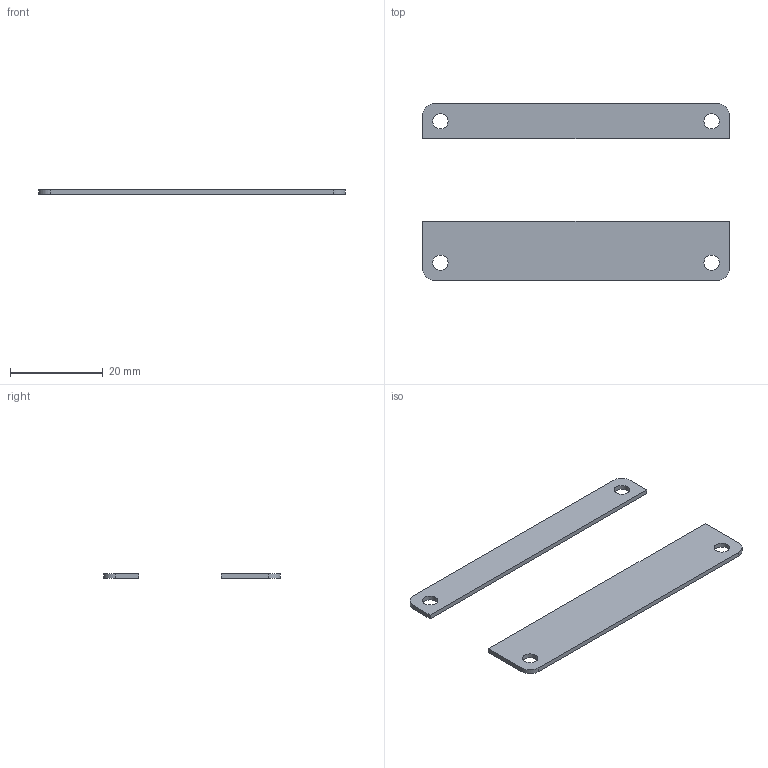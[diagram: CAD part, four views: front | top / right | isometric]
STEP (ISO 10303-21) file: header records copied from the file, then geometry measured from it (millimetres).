
FILE_DESCRIPTION(('FreeCAD Model'),'2;1');
FILE_NAME('Open CASCADE Shape Model','2022-04-27T19:22:21',('Author'),( ''),'Open CASCADE STEP processor 7.4','FreeCAD','Unknown');
FILE_SCHEMA(('AUTOMOTIVE_DESIGN { 1 0 10303 214 1 1 1 1 }'));
Length unit declared in the file: millimetre
Products named in the file (1): ESlot
Bounding box: 66.04 x 38.1 x 1 mm (x, y, z)
Volume: 1302.1 mm3; surface area: 2946.2 mm2
Topology: 2 solids, 2 shells, 20 faces, 48 edges, 32 vertices
Faces by surface type: plane 12, cylinder 8
Full cylindrical faces by diameter (mm): 3.302 x4
Entity records: 633 total; most frequent: DIRECTION 106, CARTESIAN_POINT 101, ORIENTED_EDGE 96, EDGE_CURVE 48, AXIS2_PLACEMENT_3D 37, VERTEX_POINT 32, LINE 32, VECTOR 32
